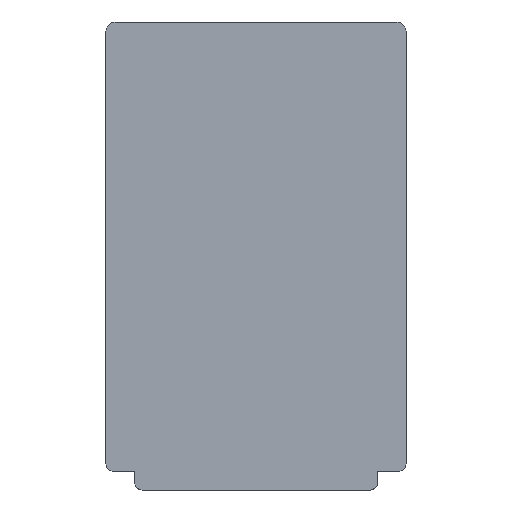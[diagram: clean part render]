
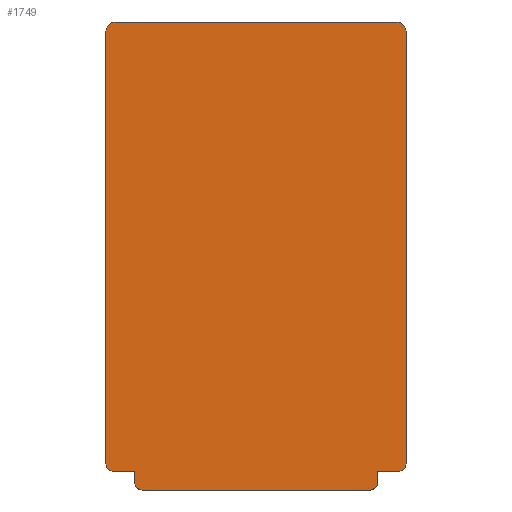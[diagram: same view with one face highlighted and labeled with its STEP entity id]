
A CAD part, front view. The second image highlights one B-rep face of the part: STEP entity #1749.
In plain terms, the highlighted planar face has unit normal (0, -1, 0).
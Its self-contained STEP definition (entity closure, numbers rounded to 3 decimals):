
#97=CIRCLE('',#1875,2.);
#105=CIRCLE('',#1886,2.54);
#106=CIRCLE('',#1887,2.54);
#107=CIRCLE('',#1888,2.);
#108=CIRCLE('',#1889,2.);
#109=CIRCLE('',#1890,2.);
#244=FACE_OUTER_BOUND('',#354,.T.);
#354=EDGE_LOOP('',(#1264,#1265,#1266,#1267,#1268,#1269,#1270,#1271,#1272,
#1273,#1274,#1275,#1276,#1277));
#501=LINE('',#2793,#646);
#503=LINE('',#2797,#648);
#504=LINE('',#2801,#649);
#505=LINE('',#2805,#650);
#506=LINE('',#2809,#651);
#507=LINE('',#2811,#652);
#508=LINE('',#2815,#653);
#509=LINE('',#2818,#654);
#646=VECTOR('',#2171,10.);
#648=VECTOR('',#2175,10.);
#649=VECTOR('',#2178,10.);
#650=VECTOR('',#2181,10.);
#651=VECTOR('',#2184,10.);
#652=VECTOR('',#2185,10.);
#653=VECTOR('',#2188,10.);
#654=VECTOR('',#2191,10.);
#771=VERTEX_POINT('',#2692);
#772=VERTEX_POINT('',#2693);
#780=VERTEX_POINT('',#2792);
#781=VERTEX_POINT('',#2796);
#782=VERTEX_POINT('',#2798);
#783=VERTEX_POINT('',#2800);
#784=VERTEX_POINT('',#2802);
#785=VERTEX_POINT('',#2804);
#786=VERTEX_POINT('',#2806);
#787=VERTEX_POINT('',#2808);
#788=VERTEX_POINT('',#2810);
#789=VERTEX_POINT('',#2812);
#790=VERTEX_POINT('',#2814);
#791=VERTEX_POINT('',#2816);
#949=EDGE_CURVE('',#771,#772,#97,.T.);
#961=EDGE_CURVE('',#772,#780,#501,.T.);
#963=EDGE_CURVE('',#781,#771,#503,.T.);
#964=EDGE_CURVE('',#782,#781,#105,.T.);
#965=EDGE_CURVE('',#783,#782,#504,.T.);
#966=EDGE_CURVE('',#784,#783,#106,.T.);
#967=EDGE_CURVE('',#785,#784,#505,.T.);
#968=EDGE_CURVE('',#786,#785,#107,.T.);
#969=EDGE_CURVE('',#787,#786,#506,.T.);
#970=EDGE_CURVE('',#787,#788,#507,.T.);
#971=EDGE_CURVE('',#789,#788,#108,.T.);
#972=EDGE_CURVE('',#790,#789,#508,.T.);
#973=EDGE_CURVE('',#791,#790,#109,.T.);
#974=EDGE_CURVE('',#780,#791,#509,.T.);
#1264=ORIENTED_EDGE('',*,*,#949,.F.);
#1265=ORIENTED_EDGE('',*,*,#963,.F.);
#1266=ORIENTED_EDGE('',*,*,#964,.F.);
#1267=ORIENTED_EDGE('',*,*,#965,.F.);
#1268=ORIENTED_EDGE('',*,*,#966,.F.);
#1269=ORIENTED_EDGE('',*,*,#967,.F.);
#1270=ORIENTED_EDGE('',*,*,#968,.F.);
#1271=ORIENTED_EDGE('',*,*,#969,.F.);
#1272=ORIENTED_EDGE('',*,*,#970,.T.);
#1273=ORIENTED_EDGE('',*,*,#971,.F.);
#1274=ORIENTED_EDGE('',*,*,#972,.F.);
#1275=ORIENTED_EDGE('',*,*,#973,.F.);
#1276=ORIENTED_EDGE('',*,*,#974,.F.);
#1277=ORIENTED_EDGE('',*,*,#961,.F.);
#1694=PLANE('',#1885);
#1749=ADVANCED_FACE('',(#244),#1694,.F.);
#1875=AXIS2_PLACEMENT_3D('',#2694,#2149,#2150);
#1885=AXIS2_PLACEMENT_3D('',#2795,#2173,#2174);
#1886=AXIS2_PLACEMENT_3D('',#2799,#2176,#2177);
#1887=AXIS2_PLACEMENT_3D('',#2803,#2179,#2180);
#1888=AXIS2_PLACEMENT_3D('',#2807,#2182,#2183);
#1889=AXIS2_PLACEMENT_3D('',#2813,#2186,#2187);
#1890=AXIS2_PLACEMENT_3D('',#2817,#2189,#2190);
#2149=DIRECTION('center_axis',(0.,1.,0.));
#2150=DIRECTION('ref_axis',(0.707,0.,-0.707));
#2171=DIRECTION('',(-1.,0.,0.));
#2173=DIRECTION('center_axis',(0.,1.,0.));
#2174=DIRECTION('ref_axis',(0.,0.,1.));
#2175=DIRECTION('',(0.,0.,-1.));
#2176=DIRECTION('center_axis',(0.,1.,0.));
#2177=DIRECTION('ref_axis',(0.,0.,-1.));
#2178=DIRECTION('',(1.,0.,0.));
#2179=DIRECTION('center_axis',(0.,1.,0.));
#2180=DIRECTION('ref_axis',(0.,0.,-1.));
#2181=DIRECTION('',(0.,0.,1.));
#2182=DIRECTION('center_axis',(0.,1.,0.));
#2183=DIRECTION('ref_axis',(-0.707,0.,-0.707));
#2184=DIRECTION('',(-1.,0.,0.));
#2185=DIRECTION('',(0.,0.,-1.));
#2186=DIRECTION('center_axis',(0.,1.,0.));
#2187=DIRECTION('ref_axis',(-0.707,0.,-0.707));
#2188=DIRECTION('',(-1.,0.,0.));
#2189=DIRECTION('center_axis',(0.,1.,0.));
#2190=DIRECTION('ref_axis',(0.707,0.,-0.707));
#2191=DIRECTION('',(0.,0.,-1.));
#2692=CARTESIAN_POINT('',(5.08,0.,-118.));
#2693=CARTESIAN_POINT('',(3.08,0.,-120.));
#2694=CARTESIAN_POINT('Origin',(3.08,0.,-118.));
#2792=CARTESIAN_POINT('',(-2.54,0.,-120.));
#2793=CARTESIAN_POINT('',(-17.912,0.,-120.));
#2795=CARTESIAN_POINT('Origin',(-35.824,0.,
-59.848));
#2796=CARTESIAN_POINT('',(5.08,0.,-2.54));
#2797=CARTESIAN_POINT('',(5.08,0.,-29.924));
#2798=CARTESIAN_POINT('',(2.54,0.,0.));
#2799=CARTESIAN_POINT('Origin',(2.54,0.,-2.54));
#2800=CARTESIAN_POINT('',(-72.54,0.,0.));
#2801=CARTESIAN_POINT('',(-52.912,0.,0.));
#2802=CARTESIAN_POINT('',(-75.08,0.,-2.54));
#2803=CARTESIAN_POINT('Origin',(-72.54,0.,-2.54));
#2804=CARTESIAN_POINT('',(-75.08,0.,-118.));
#2805=CARTESIAN_POINT('',(-75.08,0.,-29.924));
#2806=CARTESIAN_POINT('',(-73.08,0.,-120.));
#2807=CARTESIAN_POINT('Origin',(-73.08,0.,-118.));
#2808=CARTESIAN_POINT('',(-67.385,0.,-120.));
#2809=CARTESIAN_POINT('',(-17.912,0.,-120.));
#2810=CARTESIAN_POINT('',(-67.385,0.,-123.));
#2811=CARTESIAN_POINT('',(-67.385,0.,-120.));
#2812=CARTESIAN_POINT('',(-65.385,0.,-125.));
#2813=CARTESIAN_POINT('Origin',(-65.385,0.,
-123.));
#2814=CARTESIAN_POINT('',(-4.54,0.,-125.));
#2815=CARTESIAN_POINT('',(-2.54,0.,-125.));
#2816=CARTESIAN_POINT('',(-2.54,0.,-123.));
#2817=CARTESIAN_POINT('Origin',(-4.54,0.,-123.));
#2818=CARTESIAN_POINT('',(-2.54,0.,-120.));
